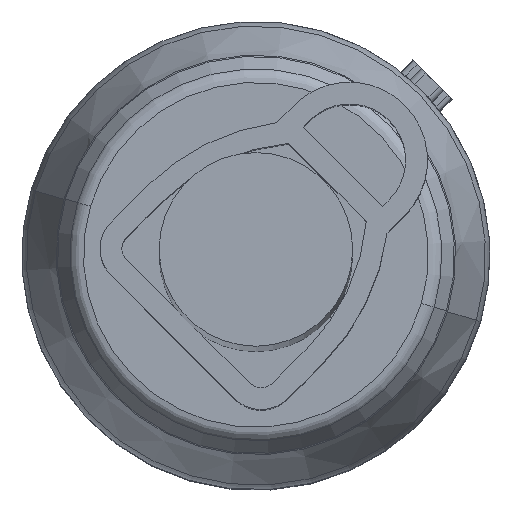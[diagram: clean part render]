
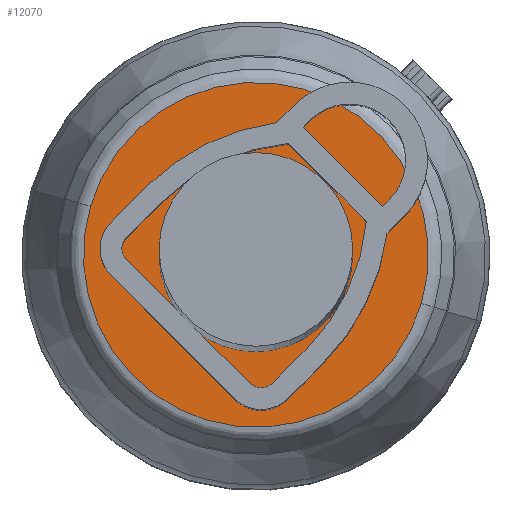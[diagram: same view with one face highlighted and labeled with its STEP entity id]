
A CAD part, top view. The second image highlights one B-rep face of the part: STEP entity #12070.
In plain terms, the highlighted planar face has unit normal (0, 0, 1).
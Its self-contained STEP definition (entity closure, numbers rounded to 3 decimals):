
#12005=AXIS2_PLACEMENT_3D('Circle Axis2P3D',#12003,#12004,$) ;
#12032=AXIS2_PLACEMENT_3D('Circle Axis2P3D',#12030,#12031,$) ;
#12046=AXIS2_PLACEMENT_3D('Plane Axis2P3D',#12043,#12044,#12045) ;
#12054=AXIS2_PLACEMENT_3D('Circle Axis2P3D',#12052,#12053,$) ;
#12063=AXIS2_PLACEMENT_3D('Circle Axis2P3D',#12061,#12062,$) ;
#12003=CARTESIAN_POINT('Axis2P3D Location',(7.5,7.5,47.)) ;
#12007=CARTESIAN_POINT('Vertex',(2.201,9.055,47.)) ;
#12009=CARTESIAN_POINT('Vertex',(12.799,5.945,47.)) ;
#12030=CARTESIAN_POINT('Axis2P3D Location',(7.5,7.5,47.)) ;
#12043=CARTESIAN_POINT('Axis2P3D Location',(11.405,3.595,47.)) ;
#12052=CARTESIAN_POINT('Axis2P3D Location',(7.5,7.5,47.)) ;
#12056=CARTESIAN_POINT('Vertex',(10.6,7.5,47.)) ;
#12058=CARTESIAN_POINT('Vertex',(4.4,7.5,47.)) ;
#12061=CARTESIAN_POINT('Axis2P3D Location',(7.5,7.5,47.)) ;
#12004=DIRECTION('Axis2P3D Direction',(0.,0.,1.)) ;
#12031=DIRECTION('Axis2P3D Direction',(0.,0.,1.)) ;
#12044=DIRECTION('Axis2P3D Direction',(0.,0.,1.)) ;
#12045=DIRECTION('Axis2P3D XDirection',(0.707,0.707,0.)) ;
#12053=DIRECTION('Axis2P3D Direction',(0.,0.,1.)) ;
#12062=DIRECTION('Axis2P3D Direction',(0.,0.,1.)) ;
#12049=ORIENTED_EDGE('',*,*,#12034,.T.) ;
#12050=ORIENTED_EDGE('',*,*,#12011,.T.) ;
#12067=ORIENTED_EDGE('',*,*,#12060,.F.) ;
#12068=ORIENTED_EDGE('',*,*,#12065,.F.) ;
#12069=FACE_BOUND('',#12066,.T.) ;
#12070=ADVANCED_FACE('Hauptk\X2\00F6\X0\rper',(#12051,#12069),#12047,.T.) ;
#12006=CIRCLE('generated circle',#12005,5.523) ;
#12033=CIRCLE('generated circle',#12032,5.523) ;
#12055=CIRCLE('generated circle',#12054,3.1) ;
#12064=CIRCLE('generated circle',#12063,3.1) ;
#12011=EDGE_CURVE('',#12008,#12010,#12006,.T.) ;
#12034=EDGE_CURVE('',#12010,#12008,#12033,.T.) ;
#12060=EDGE_CURVE('',#12057,#12059,#12055,.T.) ;
#12065=EDGE_CURVE('',#12059,#12057,#12064,.T.) ;
#12048=EDGE_LOOP('',(#12049,#12050)) ;
#12066=EDGE_LOOP('',(#12067,#12068)) ;
#12051=FACE_OUTER_BOUND('',#12048,.T.) ;
#12047=PLANE('',#12046) ;
#12008=VERTEX_POINT('',#12007) ;
#12010=VERTEX_POINT('',#12009) ;
#12057=VERTEX_POINT('',#12056) ;
#12059=VERTEX_POINT('',#12058) ;
